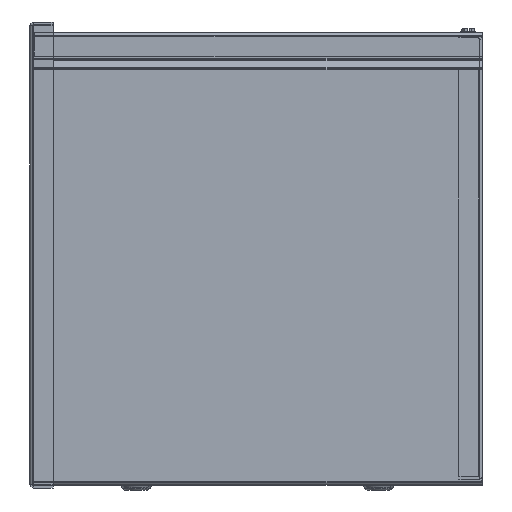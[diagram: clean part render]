
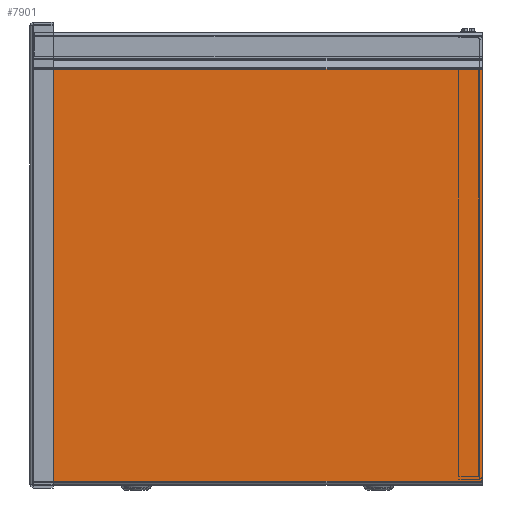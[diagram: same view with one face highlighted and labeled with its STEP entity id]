
A CAD part, left-side view. The second image highlights one B-rep face of the part: STEP entity #7901.
In plain terms, the highlighted planar face has unit normal (-1, 0, 0).
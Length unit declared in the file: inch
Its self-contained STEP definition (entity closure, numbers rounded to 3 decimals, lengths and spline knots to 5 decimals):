
#569=LINE('',#11627,#1137);
#572=LINE('',#11633,#1140);
#580=LINE('',#11656,#1148);
#581=LINE('',#11660,#1149);
#1137=VECTOR('',#9447,12.0625);
#1140=VECTOR('',#9452,11.04841);
#1148=VECTOR('',#9484,12.0625);
#1149=VECTOR('',#9491,11.04841);
#1684=PLANE('',#8442);
#2044=FACE_OUTER_BOUND('',#2542,.T.);
#2542=EDGE_LOOP('',(#5406,#5407,#5408,#5409));
#3388=VERTEX_POINT('',#11615);
#3389=VERTEX_POINT('',#11619);
#3391=VERTEX_POINT('',#11631);
#3394=VERTEX_POINT('',#11655);
#4140=EDGE_CURVE('',#3388,#3389,#569,.T.);
#4143=EDGE_CURVE('',#3391,#3389,#572,.T.);
#4155=EDGE_CURVE('',#3391,#3394,#580,.T.);
#4158=EDGE_CURVE('',#3388,#3394,#581,.T.);
#5406=ORIENTED_EDGE('',*,*,#4140,.T.);
#5407=ORIENTED_EDGE('',*,*,#4143,.F.);
#5408=ORIENTED_EDGE('',*,*,#4155,.T.);
#5409=ORIENTED_EDGE('',*,*,#4158,.F.);
#7901=ADVANCED_FACE('',(#2044),#1684,.F.);
#8442=AXIS2_PLACEMENT_3D('',#11668,#9503,#9504);
#9447=DIRECTION('',(0.,1.,0.));
#9452=DIRECTION('',(0.,0.,1.));
#9484=DIRECTION('',(0.,-1.,0.));
#9491=DIRECTION('',(0.,0.,-1.));
#9503=DIRECTION('center_axis',(1.,0.,0.));
#9504=DIRECTION('ref_axis',(0.,0.,-1.));
#11615=CARTESIAN_POINT('',(-36.0625,-6.03125,11.15366));
#11619=CARTESIAN_POINT('',(-36.0625,6.03125,11.15366));
#11627=CARTESIAN_POINT('',(-36.0625,3.01563,11.15366));
#11631=CARTESIAN_POINT('',(-36.0625,6.03125,0.10525));
#11633=CARTESIAN_POINT('',(-36.0625,6.03125,0.10525));
#11655=CARTESIAN_POINT('',(-36.0625,-6.03125,0.10525));
#11656=CARTESIAN_POINT('',(-36.0625,0.,0.10525));
#11660=CARTESIAN_POINT('',(-36.0625,-6.03125,-0.04012));
#11668=CARTESIAN_POINT('Origin',(-36.0625,0.,5.60378));
